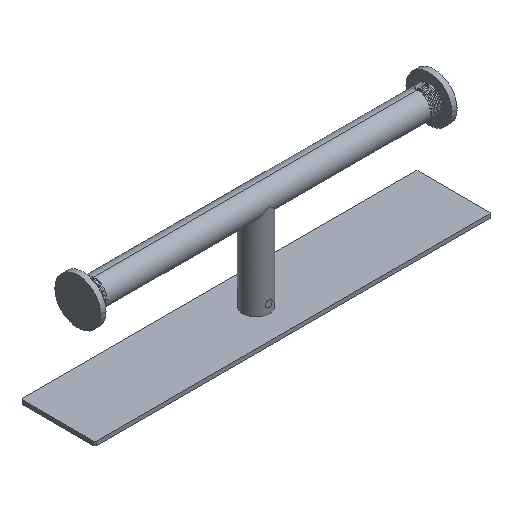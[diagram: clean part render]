
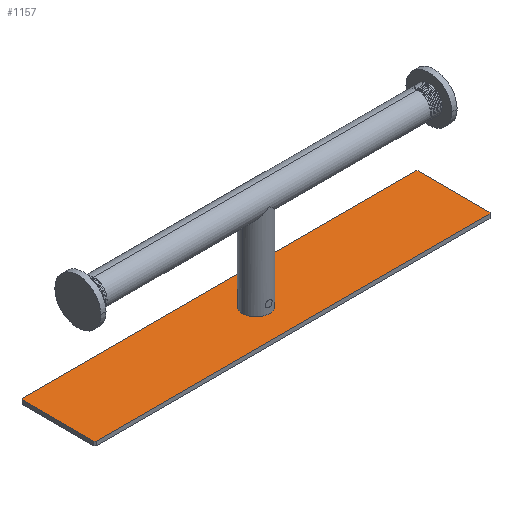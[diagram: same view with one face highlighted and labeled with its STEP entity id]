
A CAD part, isometric view. The second image highlights one B-rep face of the part: STEP entity #1157.
In plain terms, the highlighted planar face has unit normal (0, 0, 1).
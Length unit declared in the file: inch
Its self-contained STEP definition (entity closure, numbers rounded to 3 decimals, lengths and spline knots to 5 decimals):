
#224=DIRECTION('',(-0.707,-0.707,0.));
#225=VECTOR('',#224,0.05515);
#226=CARTESIAN_POINT('',(-5.827,1.1,0.12));
#227=LINE('',#226,#225);
#228=DIRECTION('',(-1.,0.,0.));
#229=VECTOR('',#228,11.654);
#230=CARTESIAN_POINT('',(5.827,1.1,0.12));
#231=LINE('',#230,#229);
#232=DIRECTION('',(-0.707,0.707,0.));
#233=VECTOR('',#232,0.05515);
#234=CARTESIAN_POINT('',(5.866,1.061,0.12));
#235=LINE('',#234,#233);
#236=DIRECTION('',(0.,1.,0.));
#237=VECTOR('',#236,2.122);
#238=CARTESIAN_POINT('',(5.866,-1.061,0.12));
#239=LINE('',#238,#237);
#240=DIRECTION('',(0.707,0.707,0.));
#241=VECTOR('',#240,0.05515);
#242=CARTESIAN_POINT('',(5.827,-1.1,0.12));
#243=LINE('',#242,#241);
#244=DIRECTION('',(1.,0.,0.));
#245=VECTOR('',#244,11.654);
#246=CARTESIAN_POINT('',(-5.827,-1.1,0.12));
#247=LINE('',#246,#245);
#248=DIRECTION('',(0.707,-0.707,0.));
#249=VECTOR('',#248,0.05515);
#250=CARTESIAN_POINT('',(-5.866,-1.061,0.12));
#251=LINE('',#250,#249);
#252=DIRECTION('',(0.,-1.,0.));
#253=VECTOR('',#252,2.122);
#254=CARTESIAN_POINT('',(-5.866,1.061,0.12));
#255=LINE('',#254,#253);
#256=CARTESIAN_POINT('',(0.,0.,0.12));
#257=DIRECTION('',(0.,0.,-1.));
#258=DIRECTION('',(-1.,0.,0.));
#259=AXIS2_PLACEMENT_3D('',#256,#257,#258);
#261=CARTESIAN_POINT('',(0.,0.,0.12));
#262=DIRECTION('',(0.,0.,-1.));
#263=DIRECTION('',(1.,0.,0.));
#264=AXIS2_PLACEMENT_3D('',#261,#262,#263);
#668=CARTESIAN_POINT('',(-5.827,1.1,0.12));
#669=VERTEX_POINT('',#668);
#670=CARTESIAN_POINT('',(-5.866,1.061,0.12));
#671=VERTEX_POINT('',#670);
#676=CARTESIAN_POINT('',(5.866,1.061,0.12));
#677=VERTEX_POINT('',#676);
#678=CARTESIAN_POINT('',(5.827,1.1,0.12));
#679=VERTEX_POINT('',#678);
#684=CARTESIAN_POINT('',(5.827,-1.1,0.12));
#685=VERTEX_POINT('',#684);
#686=CARTESIAN_POINT('',(5.866,-1.061,0.12));
#687=VERTEX_POINT('',#686);
#692=CARTESIAN_POINT('',(-5.866,-1.061,0.12));
#693=VERTEX_POINT('',#692);
#694=CARTESIAN_POINT('',(-5.827,-1.1,0.12));
#695=VERTEX_POINT('',#694);
#732=CARTESIAN_POINT('',(-0.3935,0.,0.12));
#733=CARTESIAN_POINT('',(0.3935,0.,0.12));
#734=VERTEX_POINT('',#732);
#735=VERTEX_POINT('',#733);
#1136=CARTESIAN_POINT('',(0.,0.,0.12));
#1137=DIRECTION('',(0.,0.,1.));
#1138=DIRECTION('',(1.,0.,0.));
#1139=AXIS2_PLACEMENT_3D('',#1136,#1137,#1138);
#1140=PLANE('',#1139);
#1141=ORIENTED_EDGE('',*,*,#1032,.F.);
#1142=ORIENTED_EDGE('',*,*,#1048,.F.);
#1143=ORIENTED_EDGE('',*,*,#1061,.F.);
#1144=ORIENTED_EDGE('',*,*,#1076,.F.);
#1145=ORIENTED_EDGE('',*,*,#1089,.F.);
#1146=ORIENTED_EDGE('',*,*,#1104,.F.);
#1147=ORIENTED_EDGE('',*,*,#1117,.F.);
#1148=ORIENTED_EDGE('',*,*,#1129,.F.);
#1149=EDGE_LOOP('',(#1141,#1142,#1143,#1144,#1145,#1146,#1147,#1148));
#1150=FACE_OUTER_BOUND('',#1149,.F.);
#1152=ORIENTED_EDGE('',*,*,#1151,.F.);
#1154=ORIENTED_EDGE('',*,*,#1153,.F.);
#1155=EDGE_LOOP('',(#1152,#1154));
#1156=FACE_BOUND('',#1155,.F.);
#1157=ADVANCED_FACE('',(#1150,#1156),#1140,.T.);
#260=CIRCLE('',#259,0.3935);
#265=CIRCLE('',#264,0.3935);
#1032=EDGE_CURVE('',#669,#671,#227,.T.);
#1048=EDGE_CURVE('',#679,#669,#231,.T.);
#1061=EDGE_CURVE('',#677,#679,#235,.T.);
#1076=EDGE_CURVE('',#687,#677,#239,.T.);
#1089=EDGE_CURVE('',#685,#687,#243,.T.);
#1104=EDGE_CURVE('',#695,#685,#247,.T.);
#1117=EDGE_CURVE('',#693,#695,#251,.T.);
#1129=EDGE_CURVE('',#671,#693,#255,.T.);
#1151=EDGE_CURVE('',#734,#735,#260,.T.);
#1153=EDGE_CURVE('',#735,#734,#265,.T.);
